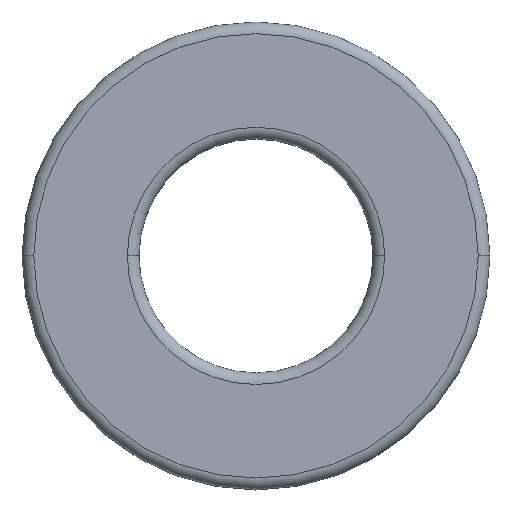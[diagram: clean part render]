
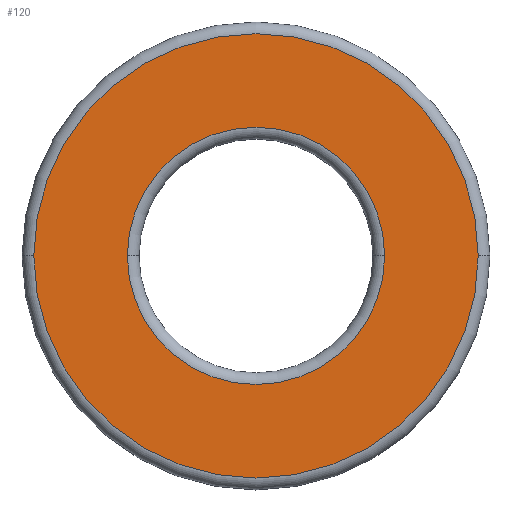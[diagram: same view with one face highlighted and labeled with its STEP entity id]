
A CAD part, top view. The second image highlights one B-rep face of the part: STEP entity #120.
In plain terms, the highlighted planar face has unit normal (0, 0, 1).
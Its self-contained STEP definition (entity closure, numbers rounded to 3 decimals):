
#14 = VERTEX_POINT ( 'NONE', #77 ) ;
#20 = AXIS2_PLACEMENT_3D ( 'NONE', #245, #32, #119 ) ;
#32 = DIRECTION ( 'NONE',  ( 0., 0., -1. ) ) ;
#33 = DIRECTION ( 'NONE',  ( 0., 0., 1. ) ) ;
#48 = ORIENTED_EDGE ( 'NONE', *, *, #398, .T. ) ;
#59 = AXIS2_PLACEMENT_3D ( 'NONE', #103, #33, #211 ) ;
#66 = FACE_BOUND ( 'NONE', #169, .T. ) ;
#77 = CARTESIAN_POINT ( 'NONE',  ( 2.2, 0., 2.5 ) ) ;
#82 = FACE_OUTER_BOUND ( 'NONE', #432, .T. ) ;
#94 = ORIENTED_EDGE ( 'NONE', *, *, #191, .T. ) ;
#103 = CARTESIAN_POINT ( 'NONE',  ( 0., 0., 2.5 ) ) ;
#115 = AXIS2_PLACEMENT_3D ( 'NONE', #177, #136, #213 ) ;
#119 = DIRECTION ( 'NONE',  ( 1., 0., 0. ) ) ;
#120 = ADVANCED_FACE ( 'NONE', ( #82, #66 ), #329, .T. ) ;
#136 = DIRECTION ( 'NONE',  ( 0., 0., 1. ) ) ;
#139 = CARTESIAN_POINT ( 'NONE',  ( 0., 0., 2.5 ) ) ;
#144 = AXIS2_PLACEMENT_3D ( 'NONE', #139, #389, #207 ) ;
#155 = DIRECTION ( 'NONE',  ( 1., 0., 0. ) ) ;
#160 = DIRECTION ( 'NONE',  ( 0., 0., 1. ) ) ;
#164 = CIRCLE ( 'NONE', #243, 3.8 ) ;
#169 = EDGE_LOOP ( 'NONE', ( #297, #48 ) ) ;
#177 = CARTESIAN_POINT ( 'NONE',  ( 0., 0., 2.5 ) ) ;
#191 = EDGE_CURVE ( 'NONE', #341, #421, #164, .T. ) ;
#207 = DIRECTION ( 'NONE',  ( 1., 0., 0. ) ) ;
#211 = DIRECTION ( 'NONE',  ( 1., 0., 0. ) ) ;
#213 = DIRECTION ( 'NONE',  ( 1., 0., 0. ) ) ;
#225 = CIRCLE ( 'NONE', #115, 3.8 ) ;
#233 = CIRCLE ( 'NONE', #144, 2.2 ) ;
#242 = ORIENTED_EDGE ( 'NONE', *, *, #356, .T. ) ;
#243 = AXIS2_PLACEMENT_3D ( 'NONE', #346, #160, #155 ) ;
#245 = CARTESIAN_POINT ( 'NONE',  ( 0., 0., 2.5 ) ) ;
#297 = ORIENTED_EDGE ( 'NONE', *, *, #319, .T. ) ;
#319 = EDGE_CURVE ( 'NONE', #14, #342, #363, .T. ) ;
#329 = PLANE ( 'NONE',  #59 ) ;
#341 = VERTEX_POINT ( 'NONE', #429 ) ;
#342 = VERTEX_POINT ( 'NONE', #427 ) ;
#346 = CARTESIAN_POINT ( 'NONE',  ( 0., 0., 2.5 ) ) ;
#356 = EDGE_CURVE ( 'NONE', #421, #341, #225, .T. ) ;
#360 = CARTESIAN_POINT ( 'NONE',  ( 3.8, 0., 2.5 ) ) ;
#363 = CIRCLE ( 'NONE', #20, 2.2 ) ;
#389 = DIRECTION ( 'NONE',  ( 0., 0., -1. ) ) ;
#398 = EDGE_CURVE ( 'NONE', #342, #14, #233, .T. ) ;
#421 = VERTEX_POINT ( 'NONE', #360 ) ;
#427 = CARTESIAN_POINT ( 'NONE',  ( -2.2, 0., 2.5 ) ) ;
#429 = CARTESIAN_POINT ( 'NONE',  ( -3.8, 0., 2.5 ) ) ;
#432 = EDGE_LOOP ( 'NONE', ( #242, #94 ) ) ;
